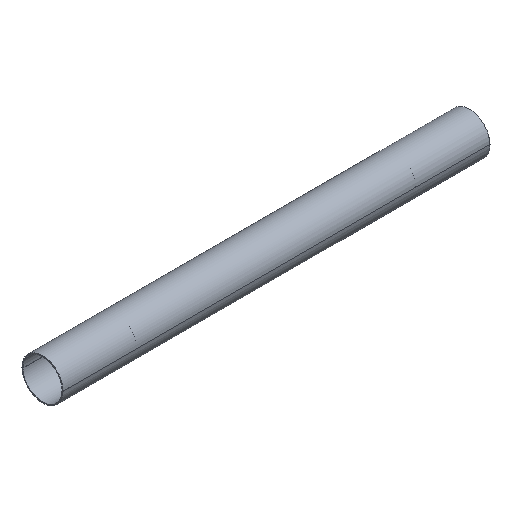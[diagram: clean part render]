
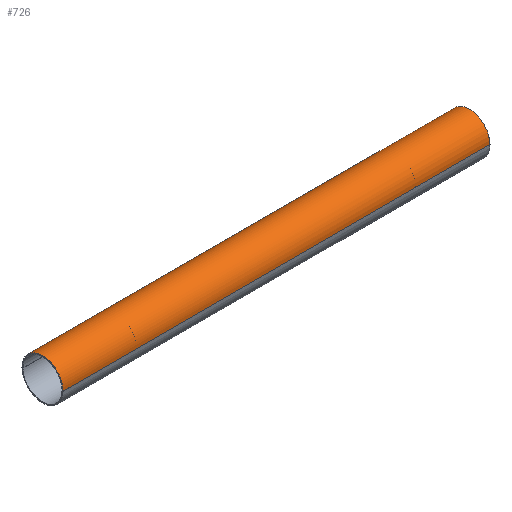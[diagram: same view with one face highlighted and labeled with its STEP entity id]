
A CAD part, isometric view. The second image highlights one B-rep face of the part: STEP entity #726.
In plain terms, the highlighted cylindrical face has radius 105 mm (diameter 210 mm), a partial arc.
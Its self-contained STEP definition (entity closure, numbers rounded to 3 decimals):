
#509=CARTESIAN_POINT(' ',(-1093.25,105.,0.));
#510=VERTEX_POINT('',#509);
#511=CARTESIAN_POINT(' ',(-1093.25,-105.,0.));
#512=VERTEX_POINT('',#511);
#557=CARTESIAN_POINT(' ',(-1093.25,105.,0.));
#558=CARTESIAN_POINT(' ',(-1093.25,104.994,1.145));
#559=CARTESIAN_POINT(' ',(-1093.25,104.981,2.291));
#560=CARTESIAN_POINT(' ',(-1093.25,104.944,3.436));
#561=CARTESIAN_POINT(' ',(-1093.25,104.644,12.594));
#562=CARTESIAN_POINT(' ',(-1093.25,103.139,21.712));
#563=CARTESIAN_POINT(' ',(-1093.25,100.479,30.48));
#564=CARTESIAN_POINT(' ',(-1093.25,99.038,35.229));
#565=CARTESIAN_POINT(' ',(-1093.25,97.26,39.877));
#566=CARTESIAN_POINT(' ',(-1093.25,95.162,44.375));
#567=CARTESIAN_POINT(' ',(-1093.25,90.483,54.409));
#568=CARTESIAN_POINT(' ',(-1093.25,84.204,63.696));
#569=CARTESIAN_POINT(' ',(-1093.25,76.636,71.777));
#570=CARTESIAN_POINT(' ',(-1093.25,69.067,79.858));
#571=CARTESIAN_POINT(' ',(-1093.25,60.211,86.731));
#572=CARTESIAN_POINT(' ',(-1093.25,50.504,92.056));
#573=CARTESIAN_POINT(' ',(-1093.25,40.797,97.382));
#574=CARTESIAN_POINT(' ',(-1093.25,30.242,101.158));
#575=CARTESIAN_POINT(' ',(-1093.25,19.36,103.2));
#576=CARTESIAN_POINT(' ',(-1093.25,7.915,105.347));
#577=CARTESIAN_POINT(' ',(-1093.25,-3.888,105.572));
#578=CARTESIAN_POINT(' ',(-1093.25,-15.407,103.864));
#579=CARTESIAN_POINT(' ',(-1093.25,-27.728,102.036));
#580=CARTESIAN_POINT(' ',(-1093.25,-39.717,97.993));
#581=CARTESIAN_POINT(' ',(-1093.25,-50.629,91.987));
#582=CARTESIAN_POINT(' ',(-1093.25,-61.541,85.981));
#583=CARTESIAN_POINT(' ',(-1093.25,-71.371,78.015));
#584=CARTESIAN_POINT(' ',(-1093.25,-79.507,68.583));
#585=CARTESIAN_POINT(' ',(-1093.25,-87.643,59.151));
#586=CARTESIAN_POINT(' ',(-1093.25,-94.081,48.259));
#587=CARTESIAN_POINT(' ',(-1093.25,-98.421,36.584));
#588=CARTESIAN_POINT(' ',(-1093.25,-102.311,26.116));
#589=CARTESIAN_POINT(' ',(-1093.25,-104.518,15.025));
#590=CARTESIAN_POINT(' ',(-1093.25,-104.929,3.865));
#591=CARTESIAN_POINT(' ',(-1093.25,-104.976,2.577));
#592=CARTESIAN_POINT(' ',(-1093.25,-104.992,1.289));
#593=CARTESIAN_POINT(' ',(-1093.25,-105.,0.));
#594=B_SPLINE_CURVE_WITH_KNOTS('',3,(#557,#558,#559,#560,#561,#562,#563,#564,#565,#566,#567,#568,#569,#570,#571,#572,#573,#574,#575,#576,#577,#578,#579,#580,#581,#582,#583,#584,#585,#586,#587,#588,#589,#590,#591,#592,#593),.UNSPECIFIED.,.F.,.F.,(4,3,3,3,3,3,3,3,3,3,3,3,4),(0.0,1.0,2.0,3.0,4.0,5.0,6.0,7.0,8.0,9.0,10.0,11.0,12.0),.UNSPECIFIED.);
#595=EDGE_CURVE('',#510,#512,#594,.T.);
#609=CARTESIAN_POINT(' ',(1093.25,105.,0.0));
#610=VERTEX_POINT('',#609);
#611=CARTESIAN_POINT(' ',(1093.25,105.,0.0));
#612=CARTESIAN_POINT(' ',(364.417,105.,0.));
#613=CARTESIAN_POINT(' ',(-364.417,105.,0.));
#614=CARTESIAN_POINT(' ',(-1093.25,105.,0.));
#615=B_SPLINE_CURVE_WITH_KNOTS('',3,(#611,#612,#613,#614),.UNSPECIFIED.,.F.,.F.,(4,4),(0.0,1.0),.UNSPECIFIED.);
#616=EDGE_CURVE('',#610,#510,#615,.T.);
#618=CARTESIAN_POINT(' ',(1093.25,-105.,0.));
#619=VERTEX_POINT('',#618);
#660=CARTESIAN_POINT(' ',(-1093.25,-105.,0.));
#661=CARTESIAN_POINT(' ',(-364.417,-105.,0.));
#662=CARTESIAN_POINT(' ',(364.417,-105.,0.));
#663=CARTESIAN_POINT(' ',(1093.25,-105.,0.));
#664=B_SPLINE_CURVE_WITH_KNOTS('',3,(#660,#661,#662,#663),.UNSPECIFIED.,.F.,.F.,(4,4),(0.0,1.0),.UNSPECIFIED.);
#665=EDGE_CURVE('',#512,#619,#664,.T.);
#676=ORIENTED_EDGE('',*,*,#616,.T.);
#677=ORIENTED_EDGE('',*,*,#595,.T.);
#678=ORIENTED_EDGE('',*,*,#665,.T.);
#679=CARTESIAN_POINT(' ',(1093.25,-105.,0.));
#680=CARTESIAN_POINT(' ',(1093.25,-104.994,1.145));
#681=CARTESIAN_POINT(' ',(1093.25,-104.981,2.291));
#682=CARTESIAN_POINT(' ',(1093.25,-104.944,3.436));
#683=CARTESIAN_POINT(' ',(1093.25,-104.681,11.449));
#684=CARTESIAN_POINT(' ',(1093.25,-103.497,19.432));
#685=CARTESIAN_POINT(' ',(1093.25,-101.422,27.176));
#686=CARTESIAN_POINT(' ',(1093.25,-99.051,36.027));
#687=CARTESIAN_POINT(' ',(1093.25,-95.514,44.565));
#688=CARTESIAN_POINT(' ',(1093.25,-90.933,52.5));
#689=CARTESIAN_POINT(' ',(1093.25,-85.397,62.089));
#690=CARTESIAN_POINT(' ',(1093.25,-78.332,70.793));
#691=CARTESIAN_POINT(' ',(1093.25,-70.088,78.183));
#692=CARTESIAN_POINT(' ',(1093.25,-61.844,85.574));
#693=CARTESIAN_POINT(' ',(1093.25,-52.423,91.649));
#694=CARTESIAN_POINT(' ',(1093.25,-42.288,96.108));
#695=CARTESIAN_POINT(' ',(1093.25,-32.154,100.567));
#696=CARTESIAN_POINT(' ',(1093.25,-21.31,103.409));
#697=CARTESIAN_POINT(' ',(1093.25,-10.292,104.494));
#698=CARTESIAN_POINT(' ',(1093.25,1.677,105.673));
#699=CARTESIAN_POINT(' ',(1093.25,13.847,104.775));
#700=CARTESIAN_POINT(' ',(1093.25,25.513,101.853));
#701=CARTESIAN_POINT(' ',(1093.25,37.595,98.827));
#702=CARTESIAN_POINT(' ',(1093.25,49.131,93.629));
#703=CARTESIAN_POINT(' ',(1093.25,59.402,86.582));
#704=CARTESIAN_POINT(' ',(1093.25,69.122,79.913));
#705=CARTESIAN_POINT(' ',(1093.25,77.706,71.594));
#706=CARTESIAN_POINT(' ',(1093.25,84.677,62.088));
#707=CARTESIAN_POINT(' ',(1093.25,91.224,53.159));
#708=CARTESIAN_POINT(' ',(1093.25,96.346,43.187));
#709=CARTESIAN_POINT(' ',(1093.25,99.79,32.665));
#710=CARTESIAN_POINT(' ',(1093.25,102.878,23.231));
#711=CARTESIAN_POINT(' ',(1093.25,104.619,13.357));
#712=CARTESIAN_POINT(' ',(1093.25,104.944,3.436));
#713=CARTESIAN_POINT(' ',(1093.25,104.981,2.291));
#714=CARTESIAN_POINT(' ',(1093.25,104.994,1.145));
#715=CARTESIAN_POINT(' ',(1093.25,105.,0.));
#716=B_SPLINE_CURVE_WITH_KNOTS('',3,(#679,#680,#681,#682,#683,#684,#685,#686,#687,#688,#689,#690,#691,#692,#693,#694,#695,#696,#697,#698,#699,#700,#701,#702,#703,#704,#705,#706,#707,#708,#709,#710,#711,#712,#713,#714,#715),.UNSPECIFIED.,.F.,.F.,(4,3,3,3,3,3,3,3,3,3,3,3,4),(0.0,1.0,2.0,3.0,4.0,5.0,6.0,7.0,8.0,9.0,10.0,11.0,12.0),.UNSPECIFIED.);
#717=EDGE_CURVE('',#619,#610,#716,.T.);
#718=ORIENTED_EDGE('',*,*,#717,.T.);
#719=EDGE_LOOP('',(#676,#677,#678,#718));
#720=FACE_OUTER_BOUND('',#719,.T.);
#721=CARTESIAN_POINT(' ',(1202.575,0.,0.0));
#722=DIRECTION('',(-1.0,0.,0.0));
#723=DIRECTION('',(0.,-1.0,0.));
#724=AXIS2_PLACEMENT_3D('',#721,#722,#723);
#725=CYLINDRICAL_SURFACE('',#724,105.);
#726=ADVANCED_FACE(' ',(#720),#725,.T.);
